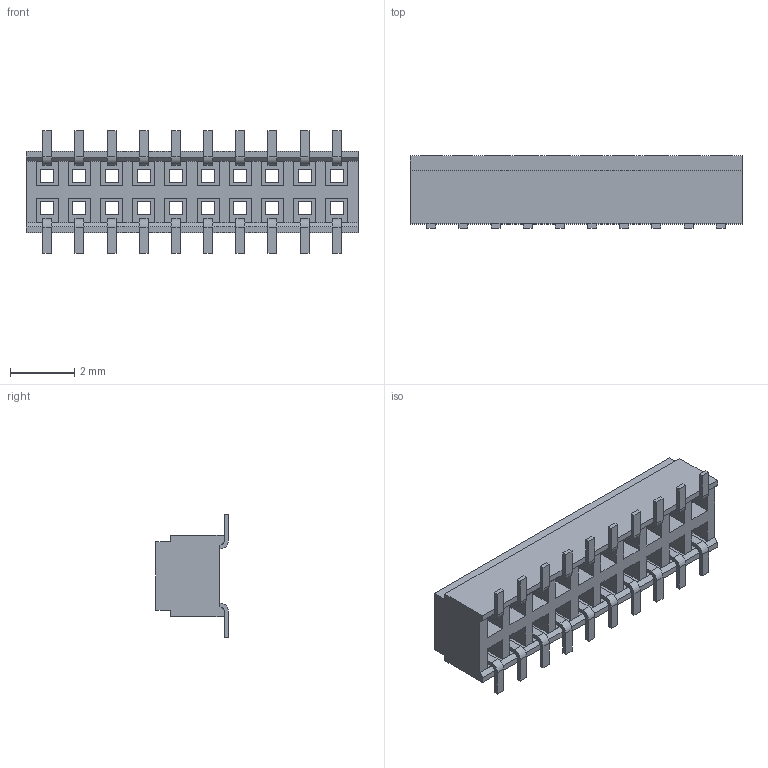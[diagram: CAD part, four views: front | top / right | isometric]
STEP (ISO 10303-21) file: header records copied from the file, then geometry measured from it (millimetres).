
FILE_DESCRIPTION(/* description */ ('STEP AP203'),/* implementation_level */ '2;1');
FILE_NAME(/* name */ 'CLM-110-02-L-D',/* time_stamp */ '2025-01-21T10:59:43+01:00',/* author */ ('License CC BY-ND 4.0'),/* organization */ ('CADENAS'),/* preprocessor_version */ 'ST-DEVELOPER v19.3',/* originating_system */ 'PARTsolutions',/* authorisation */ ' ');
FILE_SCHEMA (('CONFIG_CONTROL_DESIGN'));
Length unit declared in the file: inch
Products named in the file (3): CLM-110-02-L-D; CLM-110-02-L-D_socket; C-10-L-02_pins
Assembly tree (2 placements, depth 2):
  CLM-110-02-L-D
    CLM-110-02-L-D_socket
    C-10-L-02_pins
Bounding box: 10.32 x 2.25 x 3.81 mm (x, y, z)
Volume: 41.8 mm3; surface area: 228.7 mm2
Topology: 2 solids, 2 shells, 444 faces, 1180 edges, 760 vertices
Faces by surface type: plane 404, cylinder 40
Entity records: 13626 total; most frequent: CARTESIAN_POINT 2387, ORIENTED_EDGE 2360, DIRECTION 2154, EDGE_CURVE 1180, LINE 1100, VECTOR 1100, VERTEX_POINT 760, AXIS2_PLACEMENT_3D 527
